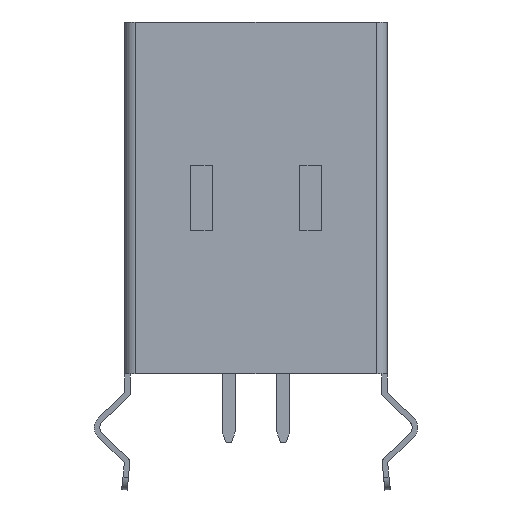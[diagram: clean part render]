
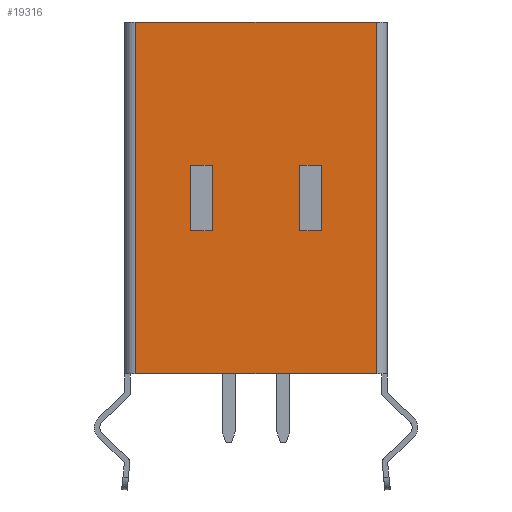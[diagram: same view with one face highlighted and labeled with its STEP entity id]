
A CAD part, front view. The second image highlights one B-rep face of the part: STEP entity #19316.
In plain terms, the highlighted planar face has unit normal (0, -1, 0).
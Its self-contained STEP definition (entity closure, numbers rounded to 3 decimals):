
#74 = VECTOR ( 'NONE', #286, 1000. ) ;
#183 = VECTOR ( 'NONE', #17996, 1000. ) ;
#286 = DIRECTION ( 'NONE',  ( 0., 0., -1. ) ) ;
#340 = CARTESIAN_POINT ( 'NONE',  ( -6., -5.5, -8.05 ) ) ;
#632 = LINE ( 'NONE', #11480, #18808 ) ;
#1125 = VERTEX_POINT ( 'NONE', #14945 ) ;
#1548 = FACE_BOUND ( 'NONE', #19661, .T. ) ;
#1832 = CARTESIAN_POINT ( 'NONE',  ( -5.5, -5.5, 8.05 ) ) ;
#1955 = LINE ( 'NONE', #13363, #3019 ) ;
#2019 = ORIENTED_EDGE ( 'NONE', *, *, #21074, .T. ) ;
#2078 = VECTOR ( 'NONE', #9558, 1000. ) ;
#2258 = EDGE_CURVE ( 'NONE', #8666, #1125, #632, .T. ) ;
#2852 = CARTESIAN_POINT ( 'NONE',  ( 5.5, -5.5, 8.05 ) ) ;
#3006 = VERTEX_POINT ( 'NONE', #12681 ) ;
#3012 = CARTESIAN_POINT ( 'NONE',  ( 3., -5.5, -1.5 ) ) ;
#3019 = VECTOR ( 'NONE', #19872, 1000. ) ;
#3107 = LINE ( 'NONE', #8205, #20039 ) ;
#3445 = CARTESIAN_POINT ( 'NONE',  ( -2., -5.5, -1.5 ) ) ;
#3970 = VECTOR ( 'NONE', #14619, 1000. ) ;
#4015 = CARTESIAN_POINT ( 'NONE',  ( -2., -5.5, 1.5 ) ) ;
#4661 = CARTESIAN_POINT ( 'NONE',  ( -3., -5.5, 1.5 ) ) ;
#5007 = EDGE_CURVE ( 'NONE', #11887, #8666, #1955, .T. ) ;
#5068 = LINE ( 'NONE', #6863, #9637 ) ;
#5226 = EDGE_CURVE ( 'NONE', #20512, #19868, #11305, .T. ) ;
#5580 = ORIENTED_EDGE ( 'NONE', *, *, #5007, .F. ) ;
#5611 = ORIENTED_EDGE ( 'NONE', *, *, #18389, .F. ) ;
#5631 = DIRECTION ( 'NONE',  ( 0., 1., 0. ) ) ;
#6364 = FACE_OUTER_BOUND ( 'NONE', #8979, .T. ) ;
#6790 = CARTESIAN_POINT ( 'NONE',  ( 2., -5.5, -1.5 ) ) ;
#6811 = VECTOR ( 'NONE', #17254, 1000. ) ;
#6863 = CARTESIAN_POINT ( 'NONE',  ( -6., -5.5, 8.05 ) ) ;
#6871 = CARTESIAN_POINT ( 'NONE',  ( -3., -5.5, -1.5 ) ) ;
#7324 = ORIENTED_EDGE ( 'NONE', *, *, #19815, .F. ) ;
#7446 = VERTEX_POINT ( 'NONE', #3445 ) ;
#7603 = CARTESIAN_POINT ( 'NONE',  ( -3., -5.5, -1.5 ) ) ;
#7865 = CARTESIAN_POINT ( 'NONE',  ( 5.5, -5.5, -8.05 ) ) ;
#8185 = VECTOR ( 'NONE', #20589, 1000. ) ;
#8205 = CARTESIAN_POINT ( 'NONE',  ( -3., -5.5, -1.5 ) ) ;
#8346 = DIRECTION ( 'NONE',  ( 1., 0., 0. ) ) ;
#8353 = ORIENTED_EDGE ( 'NONE', *, *, #13137, .F. ) ;
#8497 = ORIENTED_EDGE ( 'NONE', *, *, #19185, .F. ) ;
#8637 = VERTEX_POINT ( 'NONE', #7865 ) ;
#8644 = AXIS2_PLACEMENT_3D ( 'NONE', #9817, #5631, #13691 ) ;
#8666 = VERTEX_POINT ( 'NONE', #6790 ) ;
#8979 = EDGE_LOOP ( 'NONE', ( #8497, #2019, #16619, #16072 ) ) ;
#9400 = EDGE_LOOP ( 'NONE', ( #8353, #7324, #9653, #5580 ) ) ;
#9558 = DIRECTION ( 'NONE',  ( -1., 0., 0. ) ) ;
#9598 = CARTESIAN_POINT ( 'NONE',  ( 2., -5.5, 1.5 ) ) ;
#9637 = VECTOR ( 'NONE', #8346, 1000. ) ;
#9653 = ORIENTED_EDGE ( 'NONE', *, *, #2258, .F. ) ;
#9817 = CARTESIAN_POINT ( 'NONE',  ( 0., -5.5, 0. ) ) ;
#9844 = LINE ( 'NONE', #11362, #183 ) ;
#9926 = FACE_BOUND ( 'NONE', #9400, .T. ) ;
#10026 = PLANE ( 'NONE',  #8644 ) ;
#10236 = VECTOR ( 'NONE', #11097, 1000. ) ;
#10945 = EDGE_CURVE ( 'NONE', #19868, #14068, #15713, .T. ) ;
#10991 = ORIENTED_EDGE ( 'NONE', *, *, #5226, .F. ) ;
#11097 = DIRECTION ( 'NONE',  ( -1., 0., 0. ) ) ;
#11305 = LINE ( 'NONE', #4661, #10236 ) ;
#11362 = CARTESIAN_POINT ( 'NONE',  ( -2., -5.5, -1.5 ) ) ;
#11480 = CARTESIAN_POINT ( 'NONE',  ( 3., -5.5, -1.5 ) ) ;
#11887 = VERTEX_POINT ( 'NONE', #9598 ) ;
#12142 = ORIENTED_EDGE ( 'NONE', *, *, #10945, .F. ) ;
#12681 = CARTESIAN_POINT ( 'NONE',  ( 5.5, -5.5, 8.05 ) ) ;
#13137 = EDGE_CURVE ( 'NONE', #20715, #11887, #16207, .T. ) ;
#13236 = CARTESIAN_POINT ( 'NONE',  ( -5.5, -5.5, -8.05 ) ) ;
#13247 = ORIENTED_EDGE ( 'NONE', *, *, #16494, .F. ) ;
#13363 = CARTESIAN_POINT ( 'NONE',  ( 2., -5.5, -1.5 ) ) ;
#13378 = CARTESIAN_POINT ( 'NONE',  ( -5.5, -5.5, -8.05 ) ) ;
#13609 = EDGE_CURVE ( 'NONE', #8637, #3006, #14137, .T. ) ;
#13691 = DIRECTION ( 'NONE',  ( 1., 0., 0. ) ) ;
#14043 = VERTEX_POINT ( 'NONE', #13236 ) ;
#14068 = VERTEX_POINT ( 'NONE', #6871 ) ;
#14137 = LINE ( 'NONE', #2852, #6811 ) ;
#14258 = EDGE_CURVE ( 'NONE', #8637, #14043, #16434, .T. ) ;
#14619 = DIRECTION ( 'NONE',  ( 0., 0., 1. ) ) ;
#14945 = CARTESIAN_POINT ( 'NONE',  ( 3., -5.5, -1.5 ) ) ;
#15252 = DIRECTION ( 'NONE',  ( 1., 0., 0. ) ) ;
#15713 = LINE ( 'NONE', #7603, #8185 ) ;
#15803 = CARTESIAN_POINT ( 'NONE',  ( 3., -5.5, 1.5 ) ) ;
#16072 = ORIENTED_EDGE ( 'NONE', *, *, #13609, .T. ) ;
#16101 = DIRECTION ( 'NONE',  ( 1., 0., 0. ) ) ;
#16207 = LINE ( 'NONE', #15803, #2078 ) ;
#16332 = DIRECTION ( 'NONE',  ( -1., 0., 0. ) ) ;
#16434 = LINE ( 'NONE', #340, #18788 ) ;
#16494 = EDGE_CURVE ( 'NONE', #14068, #7446, #3107, .T. ) ;
#16619 = ORIENTED_EDGE ( 'NONE', *, *, #14258, .F. ) ;
#17254 = DIRECTION ( 'NONE',  ( 0., 0., 1. ) ) ;
#17785 = LINE ( 'NONE', #13378, #74 ) ;
#17996 = DIRECTION ( 'NONE',  ( 0., 0., 1. ) ) ;
#18389 = EDGE_CURVE ( 'NONE', #7446, #20512, #9844, .T. ) ;
#18788 = VECTOR ( 'NONE', #16332, 1000. ) ;
#18808 = VECTOR ( 'NONE', #15252, 1000. ) ;
#19174 = VERTEX_POINT ( 'NONE', #1832 ) ;
#19185 = EDGE_CURVE ( 'NONE', #19174, #3006, #5068, .T. ) ;
#19316 = ADVANCED_FACE ( 'NONE', ( #9926, #1548, #6364 ), #10026, .F. ) ;
#19511 = LINE ( 'NONE', #3012, #3970 ) ;
#19615 = CARTESIAN_POINT ( 'NONE',  ( -3., -5.5, 1.5 ) ) ;
#19661 = EDGE_LOOP ( 'NONE', ( #13247, #12142, #10991, #5611 ) ) ;
#19815 = EDGE_CURVE ( 'NONE', #1125, #20715, #19511, .T. ) ;
#19868 = VERTEX_POINT ( 'NONE', #19615 ) ;
#19872 = DIRECTION ( 'NONE',  ( 0., 0., -1. ) ) ;
#20017 = CARTESIAN_POINT ( 'NONE',  ( 3., -5.5, 1.5 ) ) ;
#20039 = VECTOR ( 'NONE', #16101, 1000. ) ;
#20512 = VERTEX_POINT ( 'NONE', #4015 ) ;
#20589 = DIRECTION ( 'NONE',  ( 0., 0., -1. ) ) ;
#20715 = VERTEX_POINT ( 'NONE', #20017 ) ;
#21074 = EDGE_CURVE ( 'NONE', #19174, #14043, #17785, .T. ) ;
